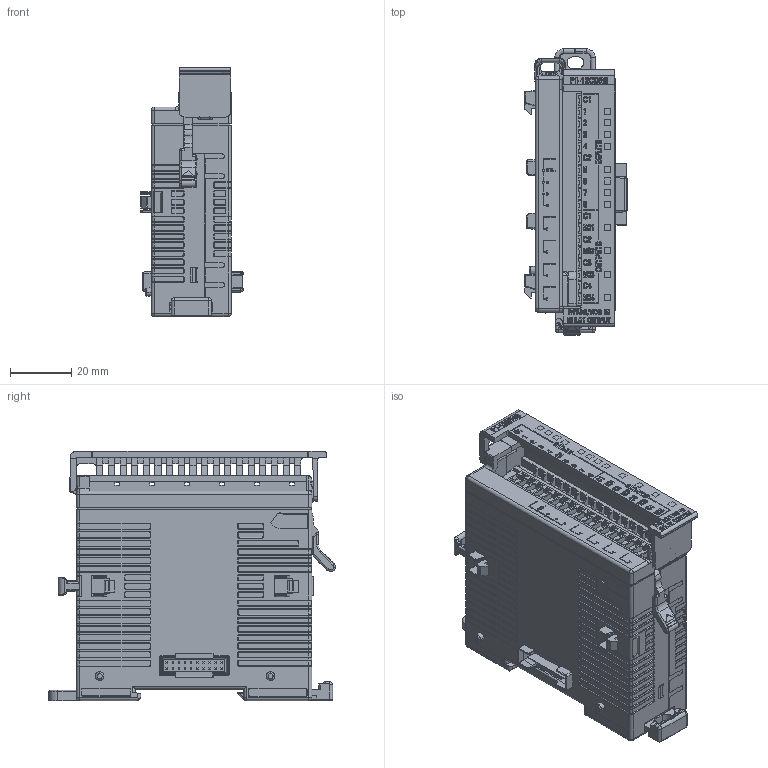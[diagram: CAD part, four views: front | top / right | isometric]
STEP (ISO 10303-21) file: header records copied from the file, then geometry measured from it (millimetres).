
FILE_DESCRIPTION (( 'STEP AP214' ), '1' );
FILE_NAME ('P1-12CDRS.STEP', '2025-09-30T22:49:49', ( '' ), ( '' ), 'SwSTEP 2.0', 'SolidWorks 2024', '' );
FILE_SCHEMA (( 'AUTOMOTIVE_DESIGN' ));
Length unit declared in the file: inch
Products named in the file (1): P1-12CDRS
Bounding box: 33.63 x 93.74 x 81.58 mm (x, y, z)
Volume: 47593.8 mm3; surface area: 47237.8 mm2
Topology: 53 solids, 74 shells, 6132 faces, 16236 edges, 10444 vertices
Faces by surface type: plane 3220, cylinder 1380, bspline 1324, torus 138, sphere 43, cone 27
Entity records: 228232 total; most frequent: CARTESIAN_POINT 87582, ORIENTED_EDGE 32390, DIRECTION 23744, EDGE_CURVE 16195, VERTEX_POINT 10444, VECTOR 9782, LINE 9782, AXIS2_PLACEMENT_3D 6981
